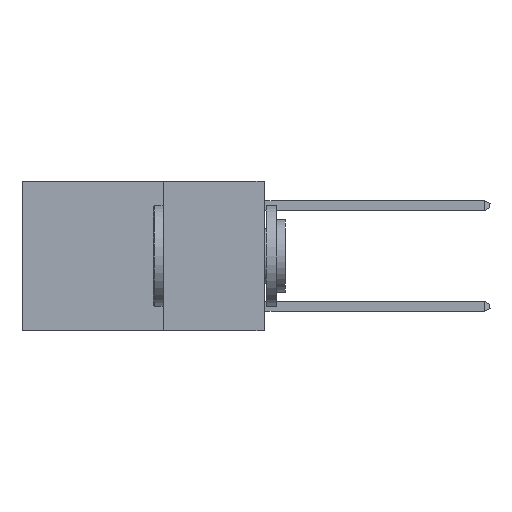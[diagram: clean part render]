
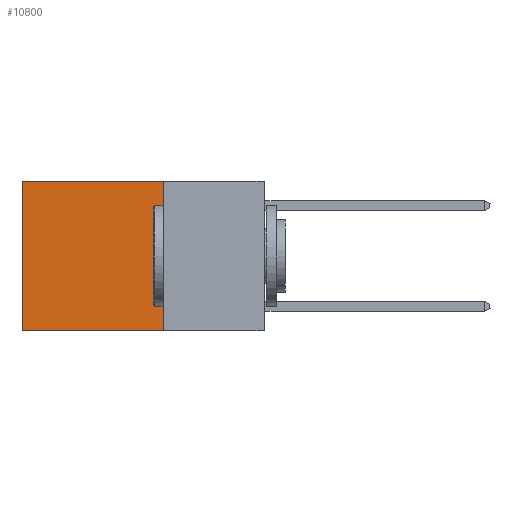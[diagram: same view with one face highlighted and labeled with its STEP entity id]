
A CAD part, left-side view. The second image highlights one B-rep face of the part: STEP entity #10800.
In plain terms, the highlighted planar face has unit normal (-1, 0, 0).
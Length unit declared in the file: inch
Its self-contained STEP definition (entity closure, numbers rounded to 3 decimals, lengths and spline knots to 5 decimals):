
#525 = CARTESIAN_POINT ( 'NONE',  ( 0.2625, 0.25, -0.37 ) ) ;
#948 = CARTESIAN_POINT ( 'NONE',  ( 0.2625, 0.6, 0. ) ) ;
#1190 = EDGE_LOOP ( 'NONE', ( #14581, #7707, #14339, #6389 ) ) ;
#1652 = CARTESIAN_POINT ( 'NONE',  ( 0.2625, 0.25, -0.37 ) ) ;
#1739 = CARTESIAN_POINT ( 'NONE',  ( 0.2625, 0.25, 0. ) ) ;
#1930 = VERTEX_POINT ( 'NONE', #948 ) ;
#1959 = VERTEX_POINT ( 'NONE', #13142 ) ;
#3983 = VECTOR ( 'NONE', #9308, 39.37008 ) ;
#4114 = VECTOR ( 'NONE', #14577, 39.37008 ) ;
#4420 = PLANE ( 'NONE',  #5011 ) ;
#5011 = AXIS2_PLACEMENT_3D ( 'NONE', #9546, #13064, #10963 ) ;
#5941 = LINE ( 'NONE', #1739, #8864 ) ;
#6389 = ORIENTED_EDGE ( 'NONE', *, *, #16206, .T. ) ;
#7707 = ORIENTED_EDGE ( 'NONE', *, *, #13769, .F. ) ;
#7822 = VERTEX_POINT ( 'NONE', #15921 ) ;
#8370 = DIRECTION ( 'NONE',  ( 0., 0., -1. ) ) ;
#8864 = VECTOR ( 'NONE', #9500, 39.37008 ) ;
#8905 = EDGE_CURVE ( 'NONE', #1959, #9290, #10653, .T. ) ;
#9290 = VERTEX_POINT ( 'NONE', #525 ) ;
#9308 = DIRECTION ( 'NONE',  ( 0., 1., 0. ) ) ;
#9500 = DIRECTION ( 'NONE',  ( 0., 1., 0. ) ) ;
#9546 = CARTESIAN_POINT ( 'NONE',  ( 0.2625, 0.25, 0. ) ) ;
#9639 = LINE ( 'NONE', #11047, #13104 ) ;
#10653 = LINE ( 'NONE', #13417, #4114 ) ;
#10800 = ADVANCED_FACE ( 'NONE', ( #15907 ), #4420, .F. ) ;
#10963 = DIRECTION ( 'NONE',  ( 0., 0., -1. ) ) ;
#11047 = CARTESIAN_POINT ( 'NONE',  ( 0.2625, 0.6, 0. ) ) ;
#12602 = EDGE_CURVE ( 'NONE', #1930, #7822, #9639, .T. ) ;
#13064 = DIRECTION ( 'NONE',  ( 1., 0., 0. ) ) ;
#13073 = LINE ( 'NONE', #1652, #3983 ) ;
#13104 = VECTOR ( 'NONE', #8370, 39.37008 ) ;
#13142 = CARTESIAN_POINT ( 'NONE',  ( 0.2625, 0.25, 0. ) ) ;
#13417 = CARTESIAN_POINT ( 'NONE',  ( 0.2625, 0.25, 0. ) ) ;
#13769 = EDGE_CURVE ( 'NONE', #9290, #7822, #13073, .T. ) ;
#14339 = ORIENTED_EDGE ( 'NONE', *, *, #8905, .F. ) ;
#14577 = DIRECTION ( 'NONE',  ( 0., 0., -1. ) ) ;
#14581 = ORIENTED_EDGE ( 'NONE', *, *, #12602, .T. ) ;
#15907 = FACE_OUTER_BOUND ( 'NONE', #1190, .T. ) ;
#15921 = CARTESIAN_POINT ( 'NONE',  ( 0.2625, 0.6, -0.37 ) ) ;
#16206 = EDGE_CURVE ( 'NONE', #1959, #1930, #5941, .T. ) ;
